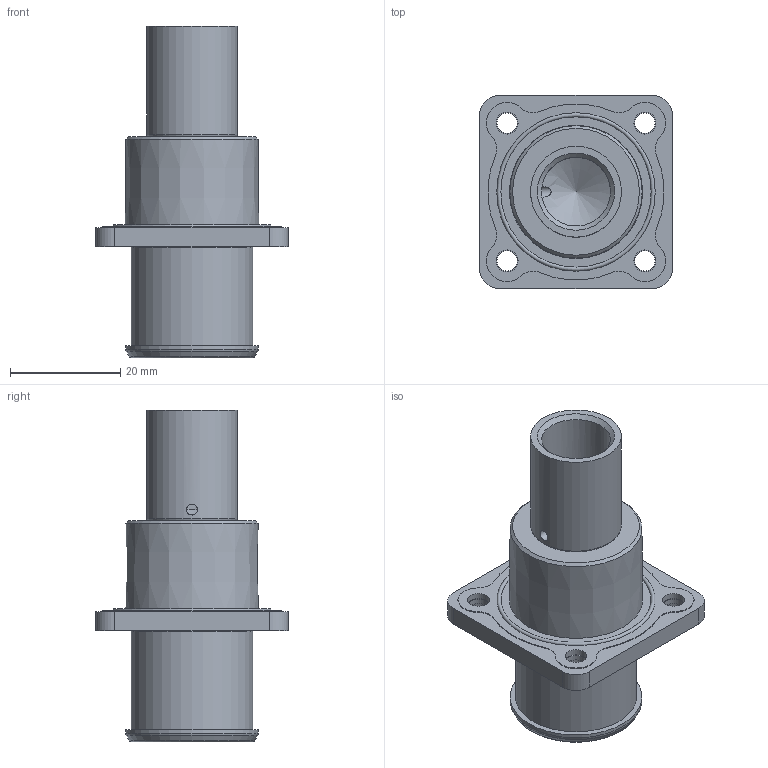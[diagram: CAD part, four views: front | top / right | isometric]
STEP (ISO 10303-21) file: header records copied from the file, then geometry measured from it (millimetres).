
FILE_DESCRIPTION(/* description */ (''),/* implementation_level */ '2;1');
FILE_NAME(/* name */ 'ZUO-YAJIE-O.stp',/* time_stamp */ '2023-07-28T10:14:30+08:00',/* author */ (''),/* organization */ (''),/* preprocessor_version */ 'ST-DEVELOPER v11',/* originating_system */ 'SIEMENS PLM Software NX 7.5',/* authorisation */ '');
FILE_SCHEMA (('CONFIG_CONTROL_DESIGN'));
Length unit declared in the file: millimetre
Products named in the file (1): fang4FA4hhig
Bounding box: 35 x 35 x 60.1 mm (x, y, z)
Volume: 21077 mm3; surface area: 7631.8 mm2
Topology: 1 solids, 3 shells, 111 faces, 251 edges, 160 vertices
Faces by surface type: cylinder 54, plane 36, cone 11, torus 10
Full cylindrical faces by diameter (mm): 2 x1, 3.7 x4, 4 x4, 4.3 x4, 12.5 x1, 16.5 x1, 21.227 x1, 22 x1, 24 x1
Entity records: 3128 total; most frequent: CARTESIAN_POINT 600, DIRECTION 558, ORIENTED_EDGE 428, AXIS2_PLACEMENT_3D 237, EDGE_CURVE 214, EDGE_LOOP 162, VERTEX_POINT 151, CIRCLE 125
